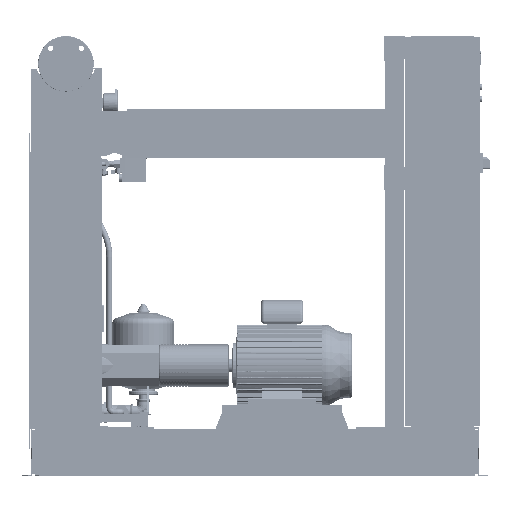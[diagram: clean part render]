
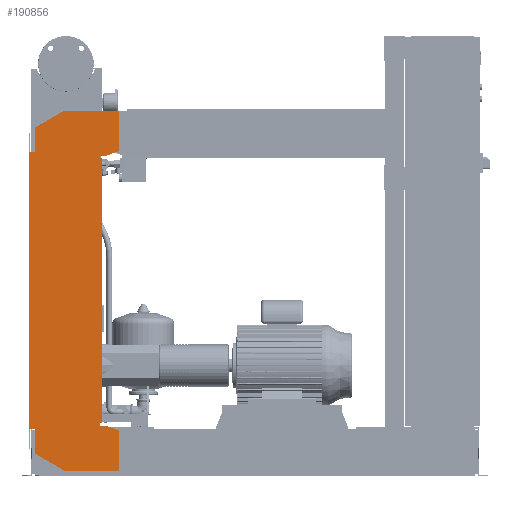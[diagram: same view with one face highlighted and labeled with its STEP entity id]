
A CAD part, front view. The second image highlights one B-rep face of the part: STEP entity #190856.
In plain terms, the highlighted free-form (B-spline) face has degree [1, 1] with [2, 2] control points.
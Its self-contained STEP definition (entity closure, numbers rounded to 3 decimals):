
#190341=CARTESIAN_POINT('',(-102.0,-565.5,1076.0));
#190342=VERTEX_POINT('',#190341);
#190349=CARTESIAN_POINT('',(-102.0,-565.5,1158.574));
#190350=VERTEX_POINT('',#190349);
#190351=CARTESIAN_POINT('',(-102.0,-565.5,1076.0));
#190352=DIRECTION('',(0.0,0.0,1.0));
#190353=VECTOR('',#190352,82.574);
#190354=LINE('',#190351,#190353);
#190355=EDGE_CURVE('',#190342,#190350,#190354,.T.);
#190373=CARTESIAN_POINT('',(-6.,-565.5,1214.0));
#190374=VERTEX_POINT('',#190373);
#190375=CARTESIAN_POINT('',(-102.0,-565.5,1158.574));
#190376=DIRECTION('',(0.866,0.0,0.5));
#190377=VECTOR('',#190376,110.851);
#190378=LINE('',#190375,#190377);
#190379=EDGE_CURVE('',#190350,#190374,#190378,.T.);
#190397=CARTESIAN_POINT('',(177.0,-565.5,1214.0));
#190398=VERTEX_POINT('',#190397);
#190399=CARTESIAN_POINT('',(-6.,-565.5,1214.0));
#190400=DIRECTION('',(1.0,0.0,0.0));
#190401=VECTOR('',#190400,183.0);
#190402=LINE('',#190399,#190401);
#190403=EDGE_CURVE('',#190374,#190398,#190402,.T.);
#190421=CARTESIAN_POINT('',(177.0,-565.5,1080.379));
#190422=VERTEX_POINT('',#190421);
#190423=CARTESIAN_POINT('',(177.0,-565.5,1214.0));
#190424=DIRECTION('',(0.0,0.0,-1.0));
#190425=VECTOR('',#190424,133.621);
#190426=LINE('',#190423,#190425);
#190427=EDGE_CURVE('',#190398,#190422,#190426,.T.);
#190445=CARTESIAN_POINT('',(132.,-565.5,1064.0));
#190446=VERTEX_POINT('',#190445);
#190447=CARTESIAN_POINT('',(177.0,-565.5,1080.379));
#190448=DIRECTION('',(-0.94,0.0,-0.342));
#190449=VECTOR('',#190448,47.888);
#190450=LINE('',#190447,#190449);
#190451=EDGE_CURVE('',#190422,#190446,#190450,.T.);
#190469=CARTESIAN_POINT('',(112.0,-565.5,1064.0));
#190470=VERTEX_POINT('',#190469);
#190471=CARTESIAN_POINT('',(132.,-565.5,1064.0));
#190472=DIRECTION('',(-1.0,0.0,0.0));
#190473=VECTOR('',#190472,20.);
#190474=LINE('',#190471,#190473);
#190475=EDGE_CURVE('',#190446,#190470,#190474,.T.);
#190493=CARTESIAN_POINT('',(112.0,-565.5,1056.0));
#190494=VERTEX_POINT('',#190493);
#190495=CARTESIAN_POINT('',(112.0,-565.5,1064.0));
#190496=DIRECTION('',(0.0,0.0,-1.0));
#190497=VECTOR('',#190496,8.0);
#190498=LINE('',#190495,#190497);
#190499=EDGE_CURVE('',#190470,#190494,#190498,.T.);
#190517=CARTESIAN_POINT('',(120.,-565.5,1056.0));
#190518=VERTEX_POINT('',#190517);
#190519=CARTESIAN_POINT('',(112.0,-565.5,1056.0));
#190520=DIRECTION('',(1.0,0.0,0.0));
#190521=VECTOR('',#190520,8.);
#190522=LINE('',#190519,#190521);
#190523=EDGE_CURVE('',#190494,#190518,#190522,.T.);
#190541=CARTESIAN_POINT('',(120.,-565.5,176.));
#190542=VERTEX_POINT('',#190541);
#190553=CARTESIAN_POINT('',(120.,-565.5,1056.0));
#190554=DIRECTION('',(0.0,0.0,-1.0));
#190555=VECTOR('',#190554,880.);
#190556=LINE('',#190553,#190555);
#190557=EDGE_CURVE('',#190518,#190542,#190556,.T.);
#190571=CARTESIAN_POINT('',(112.,-565.5,176.));
#190572=VERTEX_POINT('',#190571);
#190573=CARTESIAN_POINT('',(120.,-565.5,176.));
#190574=DIRECTION('',(-1.0,0.0,0.0));
#190575=VECTOR('',#190574,8.);
#190576=LINE('',#190573,#190575);
#190577=EDGE_CURVE('',#190542,#190572,#190576,.T.);
#190595=CARTESIAN_POINT('',(112.,-565.5,168.));
#190596=VERTEX_POINT('',#190595);
#190597=CARTESIAN_POINT('',(112.,-565.5,176.));
#190598=DIRECTION('',(0.0,0.0,-1.0));
#190599=VECTOR('',#190598,8.0);
#190600=LINE('',#190597,#190599);
#190601=EDGE_CURVE('',#190572,#190596,#190600,.T.);
#190619=CARTESIAN_POINT('',(132.,-565.5,168.));
#190620=VERTEX_POINT('',#190619);
#190621=CARTESIAN_POINT('',(112.,-565.5,168.));
#190622=DIRECTION('',(1.0,0.0,0.0));
#190623=VECTOR('',#190622,20.0);
#190624=LINE('',#190621,#190623);
#190625=EDGE_CURVE('',#190596,#190620,#190624,.T.);
#190643=CARTESIAN_POINT('',(177.,-565.5,151.621));
#190644=VERTEX_POINT('',#190643);
#190645=CARTESIAN_POINT('',(132.,-565.5,168.));
#190646=DIRECTION('',(0.94,0.0,-0.342));
#190647=VECTOR('',#190646,47.888);
#190648=LINE('',#190645,#190647);
#190649=EDGE_CURVE('',#190620,#190644,#190648,.T.);
#190667=CARTESIAN_POINT('',(177.,-565.5,18.0));
#190668=VERTEX_POINT('',#190667);
#190669=CARTESIAN_POINT('',(177.,-565.5,151.621));
#190670=DIRECTION('',(0.0,0.0,-1.0));
#190671=VECTOR('',#190670,133.621);
#190672=LINE('',#190669,#190671);
#190673=EDGE_CURVE('',#190644,#190668,#190672,.T.);
#190691=CARTESIAN_POINT('',(-4.,-565.5,18.0));
#190692=VERTEX_POINT('',#190691);
#190693=CARTESIAN_POINT('',(177.,-565.5,18.0));
#190694=DIRECTION('',(-1.0,0.0,0.0));
#190695=VECTOR('',#190694,181.);
#190696=LINE('',#190693,#190695);
#190697=EDGE_CURVE('',#190668,#190692,#190696,.T.);
#190715=CARTESIAN_POINT('',(-102.,-565.5,74.58));
#190716=VERTEX_POINT('',#190715);
#190717=CARTESIAN_POINT('',(-4.,-565.5,18.0));
#190718=DIRECTION('',(-0.866,0.0,0.5));
#190719=VECTOR('',#190718,113.161);
#190720=LINE('',#190717,#190719);
#190721=EDGE_CURVE('',#190692,#190716,#190720,.T.);
#190739=CARTESIAN_POINT('',(-102.,-565.5,156.0));
#190740=VERTEX_POINT('',#190739);
#190741=CARTESIAN_POINT('',(-102.,-565.5,74.58));
#190742=DIRECTION('',(0.0,0.0,1.0));
#190743=VECTOR('',#190742,81.42);
#190744=LINE('',#190741,#190743);
#190745=EDGE_CURVE('',#190716,#190740,#190744,.T.);
#190763=CARTESIAN_POINT('',(-122.,-565.5,156.0));
#190764=VERTEX_POINT('',#190763);
#190765=CARTESIAN_POINT('',(-102.,-565.5,156.0));
#190766=DIRECTION('',(-1.0,0.0,0.0));
#190767=VECTOR('',#190766,20.0);
#190768=LINE('',#190765,#190767);
#190769=EDGE_CURVE('',#190740,#190764,#190768,.T.);
#190787=CARTESIAN_POINT('',(-122.0,-565.5,1076.0));
#190788=VERTEX_POINT('',#190787);
#190801=CARTESIAN_POINT('',(-122.,-565.5,156.0));
#190802=DIRECTION('',(0.0,0.0,1.0));
#190803=VECTOR('',#190802,920.0);
#190804=LINE('',#190801,#190803);
#190805=EDGE_CURVE('',#190764,#190788,#190804,.T.);
#190819=CARTESIAN_POINT('',(-122.0,-565.5,1076.0));
#190820=DIRECTION('',(1.0,0.0,0.0));
#190821=VECTOR('',#190820,20.0);
#190822=LINE('',#190819,#190821);
#190823=EDGE_CURVE('',#190788,#190342,#190822,.T.);
#190829=CARTESIAN_POINT('',(-122.,-565.5,18.0));
#190830=CARTESIAN_POINT('',(177.0,-565.5,18.0));
#190831=CARTESIAN_POINT('',(-122.,-565.5,1214.0));
#190832=CARTESIAN_POINT('',(177.0,-565.5,1214.0));
#190833=B_SPLINE_SURFACE_WITH_KNOTS('',1,1,((#190829,#190831),(#190830,#190832)),.UNSPECIFIED.,.F.,.F.,.U.,(2,2),(2,2),(0.0,299.),(0.0,1196.0),.UNSPECIFIED.);
#190834=ORIENTED_EDGE('',*,*,#190823,.F.);
#190835=ORIENTED_EDGE('',*,*,#190805,.F.);
#190836=ORIENTED_EDGE('',*,*,#190769,.F.);
#190837=ORIENTED_EDGE('',*,*,#190745,.F.);
#190838=ORIENTED_EDGE('',*,*,#190721,.F.);
#190839=ORIENTED_EDGE('',*,*,#190697,.F.);
#190840=ORIENTED_EDGE('',*,*,#190673,.F.);
#190841=ORIENTED_EDGE('',*,*,#190649,.F.);
#190842=ORIENTED_EDGE('',*,*,#190625,.F.);
#190843=ORIENTED_EDGE('',*,*,#190601,.F.);
#190844=ORIENTED_EDGE('',*,*,#190577,.F.);
#190845=ORIENTED_EDGE('',*,*,#190557,.F.);
#190846=ORIENTED_EDGE('',*,*,#190523,.F.);
#190847=ORIENTED_EDGE('',*,*,#190499,.F.);
#190848=ORIENTED_EDGE('',*,*,#190475,.F.);
#190849=ORIENTED_EDGE('',*,*,#190451,.F.);
#190850=ORIENTED_EDGE('',*,*,#190427,.F.);
#190851=ORIENTED_EDGE('',*,*,#190403,.F.);
#190852=ORIENTED_EDGE('',*,*,#190379,.F.);
#190853=ORIENTED_EDGE('',*,*,#190355,.F.);
#190854=EDGE_LOOP('',(#190834,#190835,#190836,#190837,#190838,#190839,#190840,#190841,#190842,#190843,#190844,#190845,#190846,#190847,#190848,#190849,#190850,#190851,#190852,#190853));
#190855=FACE_OUTER_BOUND('',#190854,.T.);
#190856=ADVANCED_FACE('',(#190855),#190833,.T.);
